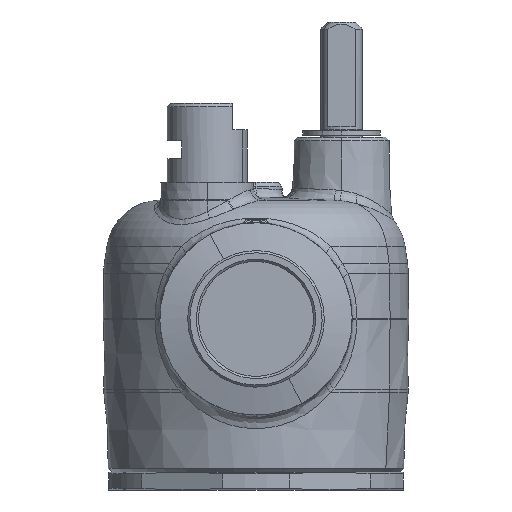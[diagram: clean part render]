
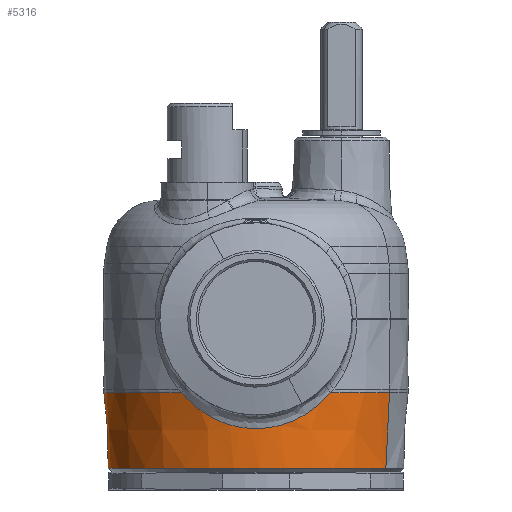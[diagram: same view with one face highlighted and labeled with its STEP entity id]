
A CAD part, left-side view. The second image highlights one B-rep face of the part: STEP entity #5316.
In plain terms, the highlighted conical face has half-angle 3.201 degrees and reference radius 20.436 mm.
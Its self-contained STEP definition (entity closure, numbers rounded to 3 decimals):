
#748=CARTESIAN_POINT('Vertex',(-18.444,10.385,13.556)) ;
#902=CARTESIAN_POINT('Control Point',(-18.444,-10.385,13.556)) ;
#903=CARTESIAN_POINT('Control Point',(-18.539,-10.189,13.321)) ;
#904=CARTESIAN_POINT('Control Point',(-18.633,-9.991,13.097)) ;
#905=CARTESIAN_POINT('Control Point',(-18.725,-9.792,12.882)) ;
#906=CARTESIAN_POINT('Control Point',(-19.036,-9.098,12.167)) ;
#907=CARTESIAN_POINT('Control Point',(-19.323,-8.387,11.55)) ;
#908=CARTESIAN_POINT('Control Point',(-19.514,-7.873,11.154)) ;
#909=CARTESIAN_POINT('Control Point',(-19.978,-6.511,10.219)) ;
#910=CARTESIAN_POINT('Control Point',(-20.339,-5.109,9.536)) ;
#911=CARTESIAN_POINT('Control Point',(-20.52,-4.23,9.2)) ;
#912=CARTESIAN_POINT('Control Point',(-20.845,-2.156,8.607)) ;
#913=CARTESIAN_POINT('Control Point',(-20.933,-0.052,8.453)) ;
#914=CARTESIAN_POINT('Control Point',(-20.904,1.152,8.504)) ;
#915=CARTESIAN_POINT('Control Point',(-20.724,3.157,8.823)) ;
#916=CARTESIAN_POINT('Control Point',(-20.33,5.123,9.553)) ;
#917=CARTESIAN_POINT('Control Point',(-20.138,5.905,9.916)) ;
#918=CARTESIAN_POINT('Control Point',(-19.732,7.296,10.701)) ;
#919=CARTESIAN_POINT('Control Point',(-19.226,8.645,11.754)) ;
#920=CARTESIAN_POINT('Control Point',(-18.982,9.236,12.282)) ;
#921=CARTESIAN_POINT('Control Point',(-18.72,9.817,12.876)) ;
#922=CARTESIAN_POINT('Control Point',(-18.444,10.385,13.556)) ;
#923=CARTESIAN_POINT('Vertex',(-18.444,-10.385,13.556)) ;
#4027=CARTESIAN_POINT('Vertex',(-9.865,-18.057,2.999)) ;
#4030=CARTESIAN_POINT('Axis2P3D Location',(0.,0.,2.999)) ;
#4034=CARTESIAN_POINT('Vertex',(9.865,18.057,2.999)) ;
#5271=CARTESIAN_POINT('Vertex',(10.148,18.575,13.556)) ;
#5274=CARTESIAN_POINT('Axis2P3D Location',(0.,0.,13.556)) ;
#5286=CARTESIAN_POINT('Axis2P3D Location',(0.,0.,0.5)) ;
#5291=CARTESIAN_POINT('Line Origine',(-9.976,-18.261,7.15)) ;
#5295=CARTESIAN_POINT('Vertex',(-10.148,-18.575,13.556)) ;
#5298=CARTESIAN_POINT('Axis2P3D Location',(0.,0.,13.556)) ;
#5303=CARTESIAN_POINT('Line Origine',(9.976,18.261,7.15)) ;
#5293=VECTOR('Line Direction',#5292,1.) ;
#5305=VECTOR('Line Direction',#5304,1.) ;
#4031=DIRECTION('Axis2P3D Direction',(0.,0.,-1.)) ;
#5275=DIRECTION('Axis2P3D Direction',(0.,-0.,-1.)) ;
#5287=DIRECTION('Axis2P3D Direction',(0.,0.,1.)) ;
#5288=DIRECTION('Axis2P3D XDirection',(-0.479,-0.878,0.)) ;
#5292=DIRECTION('Vector Direction',(-0.027,-0.049,0.998)) ;
#5299=DIRECTION('Axis2P3D Direction',(0.,0.,1.)) ;
#5304=DIRECTION('Vector Direction',(0.027,0.049,0.998)) ;
#4032=AXIS2_PLACEMENT_3D('Circle Axis2P3D',#4030,#4031,$) ;
#5276=AXIS2_PLACEMENT_3D('Circle Axis2P3D',#5274,#5275,$) ;
#5289=AXIS2_PLACEMENT_3D('Cone Axis2P3D',#5286,#5287,#5288) ;
#5300=AXIS2_PLACEMENT_3D('Circle Axis2P3D',#5298,#5299,$) ;
#5294=LINE('Line',#5291,#5293) ;
#5306=LINE('Line',#5303,#5305) ;
#4033=CIRCLE('generated circle',#4032,20.576) ;
#5277=CIRCLE('generated circle',#5276,21.167) ;
#5301=CIRCLE('generated circle',#5300,21.167) ;
#5290=CONICAL_SURFACE('Cone',#5289,20.436,0.056) ;
#925=EDGE_CURVE('',#749,#924,#901,.F.) ;
#4036=EDGE_CURVE('',#4028,#4035,#4033,.T.) ;
#5278=EDGE_CURVE('',#749,#5272,#5277,.T.) ;
#5297=EDGE_CURVE('',#5296,#4028,#5294,.F.) ;
#5302=EDGE_CURVE('',#5296,#924,#5301,.F.) ;
#5307=EDGE_CURVE('',#5272,#4035,#5306,.F.) ;
#5309=ORIENTED_EDGE('',*,*,#5297,.F.) ;
#5310=ORIENTED_EDGE('',*,*,#5302,.T.) ;
#5311=ORIENTED_EDGE('',*,*,#925,.F.) ;
#5312=ORIENTED_EDGE('',*,*,#5278,.T.) ;
#5313=ORIENTED_EDGE('',*,*,#5307,.T.) ;
#5314=ORIENTED_EDGE('',*,*,#4036,.F.) ;
#5308=EDGE_LOOP('',(#5309,#5310,#5311,#5312,#5313,#5314)) ;
#749=VERTEX_POINT('',#748) ;
#924=VERTEX_POINT('',#923) ;
#4028=VERTEX_POINT('',#4027) ;
#4035=VERTEX_POINT('',#4034) ;
#5272=VERTEX_POINT('',#5271) ;
#5296=VERTEX_POINT('',#5295) ;
#5316=ADVANCED_FACE('61243_04.1\\PartBody',(#5315),#5290,.T.) ;
#901=B_SPLINE_CURVE_WITH_KNOTS('',5,(#902,#903,#904,#905,#906,#907,#908,#909,#910,#911,#912,#913,#914,#915,#916,#917,#918,#919,#920,#921,#922),.UNSPECIFIED.,.F.,.U.,(6,3,3,3,3,3,6),(28.342,33.817,47.326,69.267,98.594,118.307,134.167),.UNSPECIFIED.) ;
#5315=FACE_OUTER_BOUND('',#5308,.T.) ;
